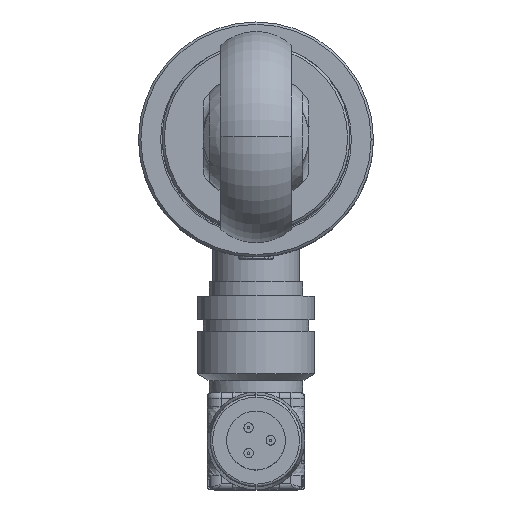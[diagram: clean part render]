
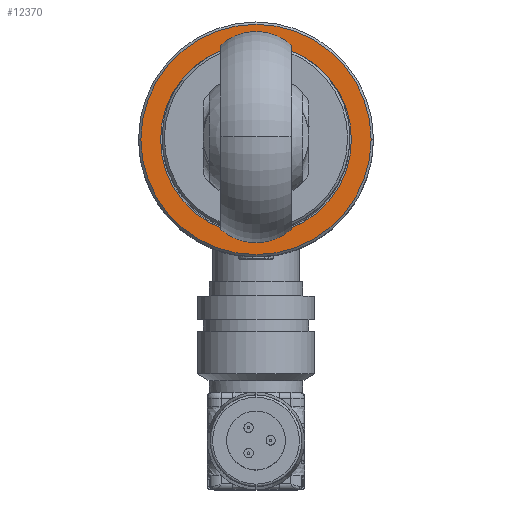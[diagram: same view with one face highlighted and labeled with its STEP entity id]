
A CAD part, top view. The second image highlights one B-rep face of the part: STEP entity #12370.
In plain terms, the highlighted planar face has unit normal (0, 0, 1).
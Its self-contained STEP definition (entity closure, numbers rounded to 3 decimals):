
#10807 = CIRCLE ( 'NONE', #10830, 9.8 ) ;
#10829 = DIRECTION ( 'NONE',  ( -1., 0., 0. ) ) ;
#10830 = AXIS2_PLACEMENT_3D ( 'NONE', #10836, #10838, #10829 ) ;
#10836 = CARTESIAN_POINT ( 'NONE',  ( 0., 0., -79.2 ) ) ;
#10838 = DIRECTION ( 'NONE',  ( 0., 0., 1. ) ) ;
#11159 = CARTESIAN_POINT ( 'NONE',  ( -8.125, 0., -79.2 ) ) ;
#11688 = EDGE_CURVE ( 'NONE', #11991, #11990, #10807, .T. ) ;
#11779 = VERTEX_POINT ( 'NONE', #11159 ) ;
#11990 = VERTEX_POINT ( 'NONE', #12964 ) ;
#11991 = VERTEX_POINT ( 'NONE', #12891 ) ;
#12039 = VERTEX_POINT ( 'NONE', #13117 ) ;
#12040 = EDGE_CURVE ( 'NONE', #12039, #11779, #13159, .T. ) ;
#12225 = EDGE_LOOP ( 'NONE', ( #12259, #12254 ) ) ;
#12228 = EDGE_CURVE ( 'NONE', #11779, #12039, #13782, .T. ) ;
#12248 = EDGE_LOOP ( 'NONE', ( #12332, #12329 ) ) ;
#12254 = ORIENTED_EDGE ( 'NONE', *, *, #12040, .F. ) ;
#12255 = EDGE_CURVE ( 'NONE', #11990, #11991, #13899, .T. ) ;
#12259 = ORIENTED_EDGE ( 'NONE', *, *, #12228, .F. ) ;
#12329 = ORIENTED_EDGE ( 'NONE', *, *, #11688, .T. ) ;
#12332 = ORIENTED_EDGE ( 'NONE', *, *, #12255, .T. ) ;
#12370 = ADVANCED_FACE ( 'NONE', ( #14279, #14309 ), #14353, .T. ) ;
#12891 = CARTESIAN_POINT ( 'NONE',  ( -9.8, 0., -79.2 ) ) ;
#12964 = CARTESIAN_POINT ( 'NONE',  ( 9.8, 0., -79.2 ) ) ;
#13110 = CARTESIAN_POINT ( 'NONE',  ( 0., 0., -79.2 ) ) ;
#13117 = CARTESIAN_POINT ( 'NONE',  ( 8.125, 0., -79.2 ) ) ;
#13156 = DIRECTION ( 'NONE',  ( -1., 0., 0. ) ) ;
#13157 = DIRECTION ( 'NONE',  ( 0., 0., 1. ) ) ;
#13158 = AXIS2_PLACEMENT_3D ( 'NONE', #13110, #13157, #13156 ) ;
#13159 = CIRCLE ( 'NONE', #13158, 8.125 ) ;
#13757 = CARTESIAN_POINT ( 'NONE',  ( 0., 0., -79.2 ) ) ;
#13769 = AXIS2_PLACEMENT_3D ( 'NONE', #13757, #13806, #13805 ) ;
#13782 = CIRCLE ( 'NONE', #13769, 8.125 ) ;
#13805 = DIRECTION ( 'NONE',  ( -1., 0., 0. ) ) ;
#13806 = DIRECTION ( 'NONE',  ( 0., 0., 1. ) ) ;
#13899 = CIRCLE ( 'NONE', #13927, 9.8 ) ;
#13924 = DIRECTION ( 'NONE',  ( -1., 0., 0. ) ) ;
#13925 = DIRECTION ( 'NONE',  ( 0., 0., 1. ) ) ;
#13926 = CARTESIAN_POINT ( 'NONE',  ( 0., 0., -79.2 ) ) ;
#13927 = AXIS2_PLACEMENT_3D ( 'NONE', #13926, #13925, #13924 ) ;
#14279 = FACE_OUTER_BOUND ( 'NONE', #12248, .T. ) ;
#14309 = FACE_BOUND ( 'NONE', #12225, .T. ) ;
#14348 = AXIS2_PLACEMENT_3D ( 'NONE', #14380, #14379, #14378 ) ;
#14353 = PLANE ( 'NONE',  #14348 ) ;
#14378 = DIRECTION ( 'NONE',  ( -1., 0., 0. ) ) ;
#14379 = DIRECTION ( 'NONE',  ( 0., 0., 1. ) ) ;
#14380 = CARTESIAN_POINT ( 'NONE',  ( 0., 0., -79.2 ) ) ;
